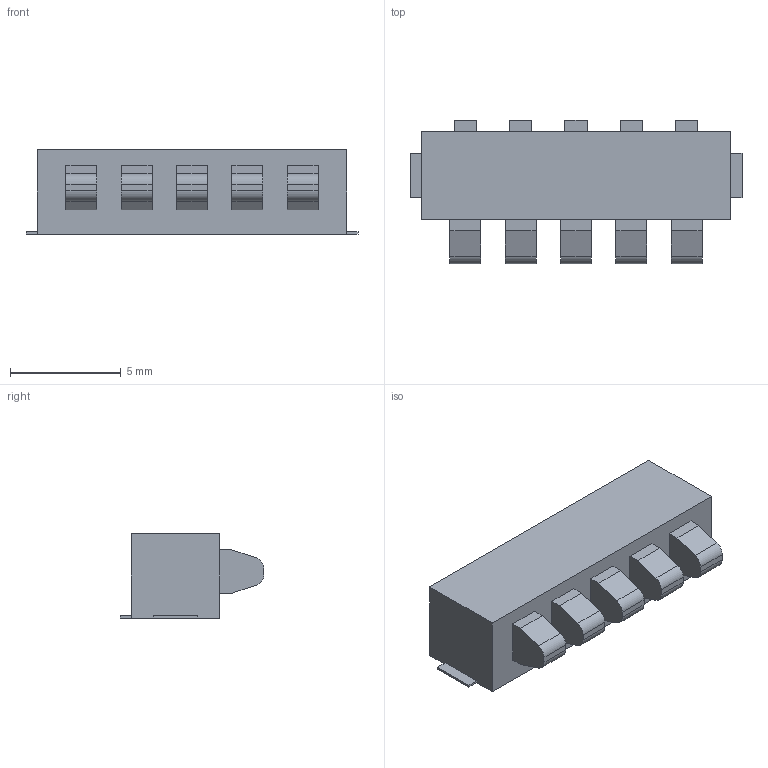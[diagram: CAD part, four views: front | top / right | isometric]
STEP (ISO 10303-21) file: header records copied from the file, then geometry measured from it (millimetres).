
FILE_DESCRIPTION(('FreeCAD Model'),'2;1');
FILE_NAME('Open CASCADE Shape Model','2022-08-15T14:33:37',(''),(''), 'Open CASCADE STEP processor 7.4','FreeCAD','Unknown');
FILE_SCHEMA(('AUTOMOTIVE_DESIGN { 1 0 10303 214 1 1 1 1 }'));
Length unit declared in the file: millimetre
Products named in the file (1): Body
Bounding box: 15 x 6.5 x 3.8 mm (x, y, z)
Volume: 235.7 mm3; surface area: 311.3 mm2
Topology: 1 solids, 1 shells, 86 faces, 223 edges, 144 vertices
Faces by surface type: plane 76, cylinder 10
Entity records: 2597 total; most frequent: CARTESIAN_POINT 454, ORIENTED_EDGE 446, DIRECTION 417, EDGE_CURVE 223, LINE 203, VECTOR 203, VERTEX_POINT 144, AXIS2_PLACEMENT_3D 107
